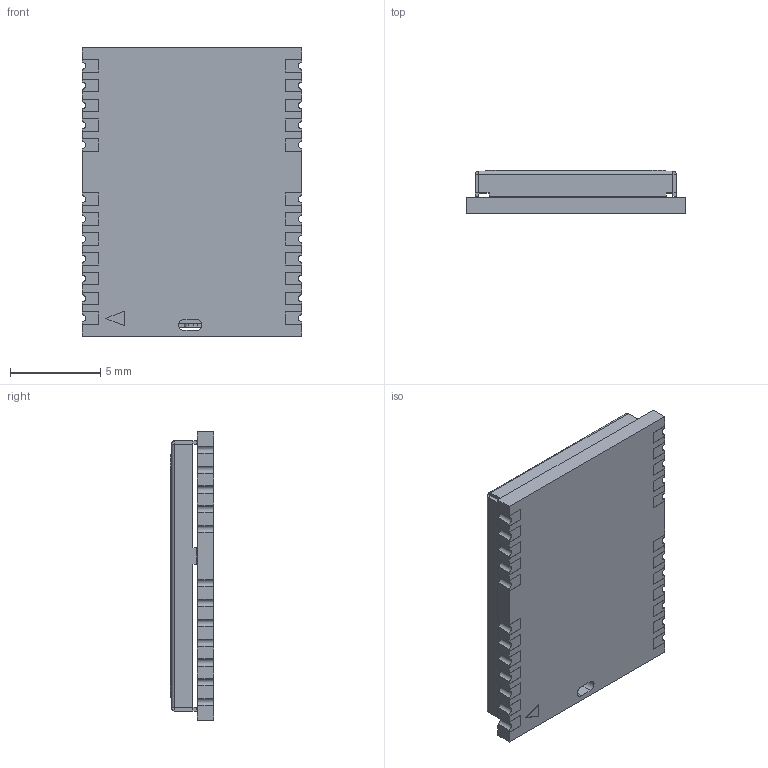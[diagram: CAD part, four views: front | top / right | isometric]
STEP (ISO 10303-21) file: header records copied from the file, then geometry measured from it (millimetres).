
FILE_DESCRIPTION((''),'2;1');
FILE_NAME('QUECTEL_L26_3D_DIMENSIONS_ASM','2019-07-17T',('siler.liu'),(''),'CREO PARAMETRIC BY PTC INC, 2014190','CREO PARAMETRIC BY PTC INC, 2014190','');
FILE_SCHEMA(('AUTOMOTIVE_DESIGN { 1 0 10303 214 1 1 1 1 }'));
Length unit declared in the file: millimetre
Products named in the file (4): L26_COVER; L26_PCB; L20_LABEL; QUECTEL_L26_3D_DIMENSIONS_ASM
Assembly tree (3 placements, depth 2):
  QUECTEL_L26_3D_DIMENSIONS_ASM
    L26_COVER
    L26_PCB
    L20_LABEL
Bounding box: 12.2 x 2.4 x 16 mm (x, y, z)
Volume: 223.5 mm3; surface area: 1175.5 mm2
Topology: 3 solids, 3 shells, 1592 faces, 4351 edges, 2836 vertices
Faces by surface type: plane 1500, cylinder 46, extrusion 46
Entity records: 64396 total; most frequent: CARTESIAN_POINT 9272, ORIENTED_EDGE 8702, DIRECTION 7503, PRESENTATION_STYLE_ASSIGNMENT 4489, STYLED_ITEM 4354, CURVE_STYLE 4351, EDGE_CURVE 4351, VECTOR 4213
